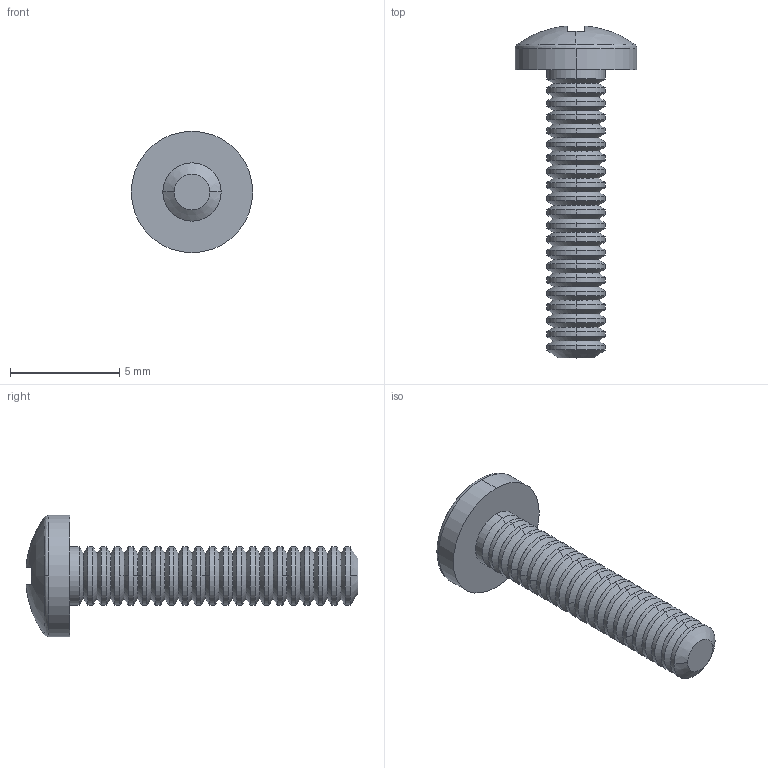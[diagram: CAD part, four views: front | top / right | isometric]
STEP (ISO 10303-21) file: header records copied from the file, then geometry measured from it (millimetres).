
FILE_DESCRIPTION (( 'STEP AP203' ), '1' );
FILE_NAME ('E3-X-1000-X-H-D-X-11_01_sldprt.STEP', '2016-06-02T17:08:05', ( 'Shusen Zhang' ), ( 'MathWorks' ), 'SwSTEP 2.0', 'SolidWorks 2015', '' );
FILE_SCHEMA (( 'CONFIG_CONTROL_DESIGN' ));
Length unit declared in the file: inch
Products named in the file (1): E3-X-1000-X-H-D-X-11_01_sldprt
Bounding box: 5.56 x 15.2 x 5.56 mm (x, y, z)
Volume: 98.2 mm3; surface area: 226.7 mm2
Topology: 1 solids, 1 shells, 145 faces, 318 edges, 176 vertices
Faces by surface type: cone 82, cylinder 44, plane 15, bspline 4
Entity records: 4057 total; most frequent: CARTESIAN_POINT 760, DIRECTION 746, ORIENTED_EDGE 636, EDGE_CURVE 318, AXIS2_PLACEMENT_3D 302, VERTEX_POINT 176, CIRCLE 160, EDGE_LOOP 146
